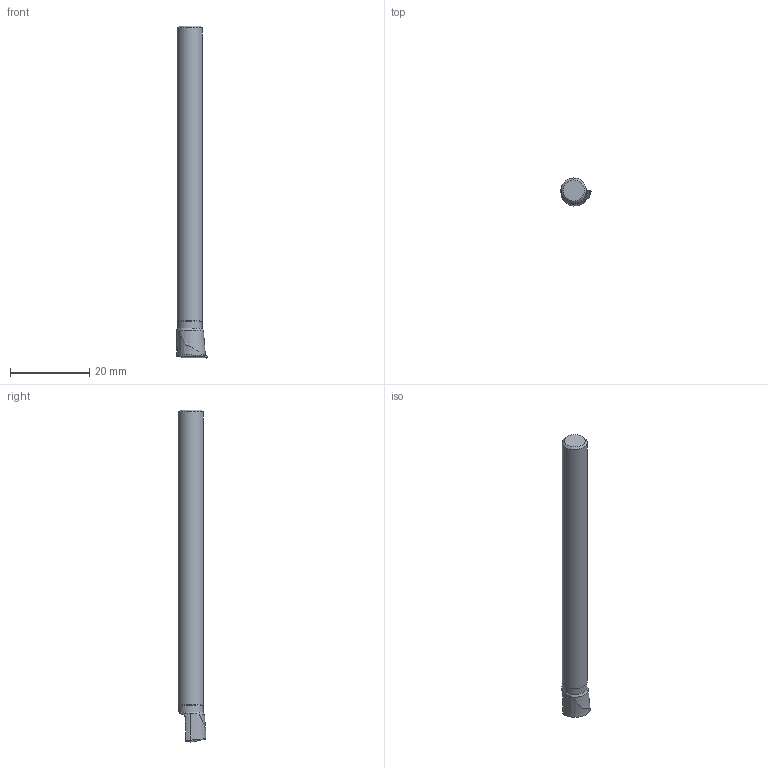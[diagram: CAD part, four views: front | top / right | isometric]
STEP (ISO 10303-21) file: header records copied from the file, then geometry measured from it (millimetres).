
FILE_DESCRIPTION(/* description */ (''),/* implementation_level */ '2;1');
FILE_NAME(/* name */ 'assy.stp',/* time_stamp */ '2017-08-30T09:39:13+02:00',/* author */ (''),/* organization */ ('SMS'),/* preprocessor_version */ 'ST-DEVELOPER v15',/* originating_system */ 'SIEMENS PLM Software NX 8.5',/* authorisation */ '');
FILE_SCHEMA (('AUTOMOTIVE_DESIGN { 1 0 10303 214 3 1 1 1 }'));
Length unit declared in the file: millimetre
Products named in the file (4): ASSEMBLY_CONSTRUCTION; NOCUT; CUT; ASSY
Assembly tree (3 placements, depth 2):
  ASSY
    CUT
    NOCUT
    ASSEMBLY_CONSTRUCTION
Bounding box: 7.64 x 6.92 x 83.65 mm (x, y, z)
Volume: 2571.9 mm3; surface area: 1812.4 mm2
Topology: 2 solids, 2 shells, 38 faces, 98 edges, 68 vertices
Faces by surface type: plane 16, cone 10, cylinder 5, torus 4, extrusion 3
Full cylindrical faces by diameter (mm): 2.2 x2, 6.187 x1, 6.338 x1
Entity records: 1342 total; most frequent: CARTESIAN_POINT 331, DIRECTION 196, ORIENTED_EDGE 154, AXIS2_PLACEMENT_3D 79, EDGE_CURVE 77, VERTEX_POINT 56, EDGE_LOOP 53, ADVANCED_FACE 38
